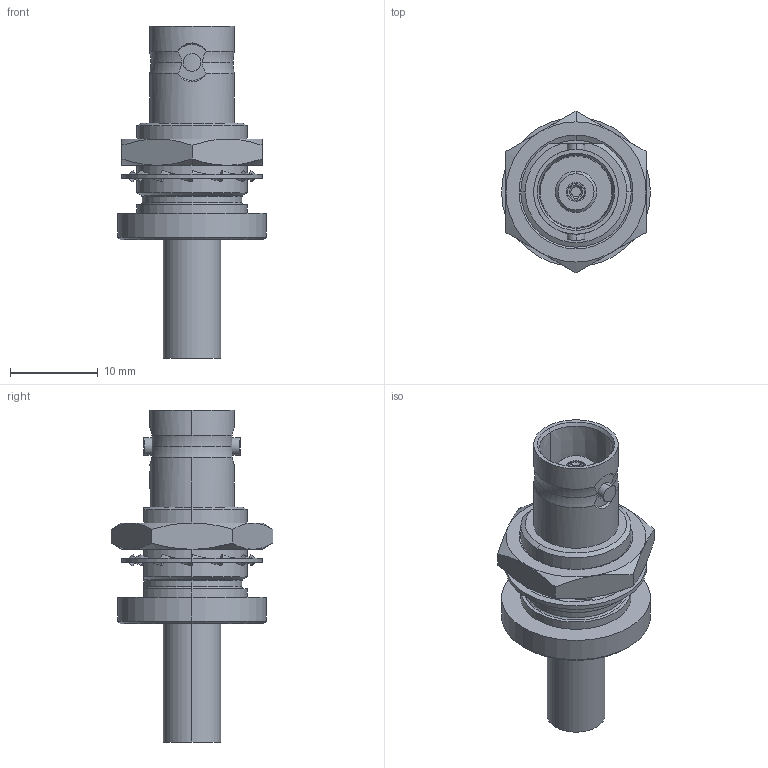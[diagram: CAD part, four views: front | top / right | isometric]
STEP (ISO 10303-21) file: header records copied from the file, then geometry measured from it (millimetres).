
FILE_DESCRIPTION (( 'STEP AP214' ), '1' );
FILE_NAME ('J01001A0084.STEP', '2018-06-25T11:56:26', ( '' ), ( '' ), 'SwSTEP 2.0', 'SolidWorks 2017', '' );
FILE_SCHEMA (( 'AUTOMOTIVE_DESIGN' ));
Length unit declared in the file: millimetre
Products named in the file (1): J01001A0084
Bounding box: 17 x 18.48 x 37.9 mm (x, y, z)
Volume: 2961.9 mm3; surface area: 2573.4 mm2
Topology: 2 solids, 2 shells, 230 faces, 572 edges, 365 vertices
Faces by surface type: plane 85, cylinder 51, cone 46, bspline 36, torus 12
Entity records: 10089 total; most frequent: CARTESIAN_POINT 2378, ORIENTED_EDGE 1144, DIRECTION 970, EDGE_CURVE 572, VERTEX_POINT 365, AXIS2_PLACEMENT_3D 353, VECTOR 264, LINE 264
